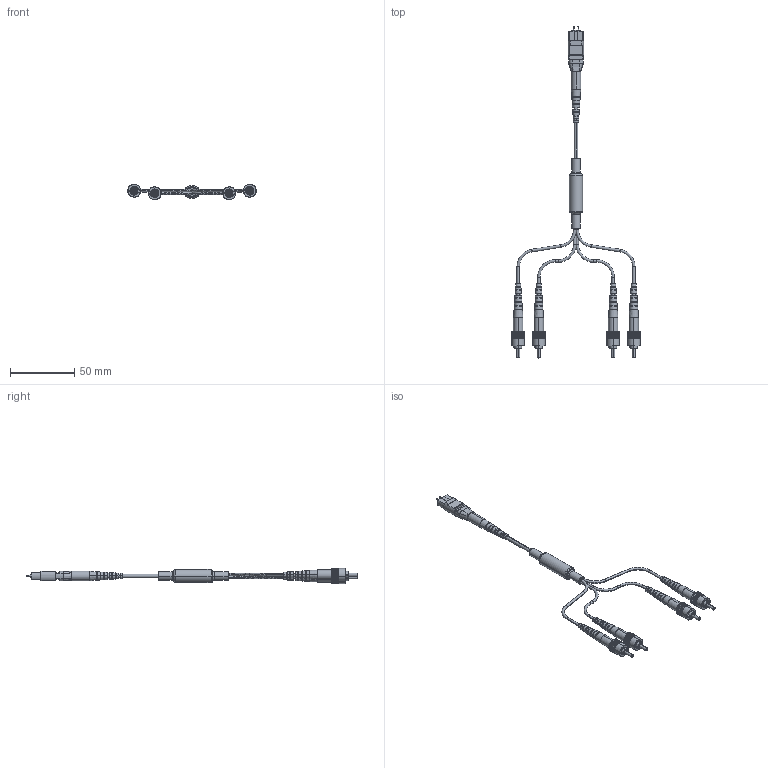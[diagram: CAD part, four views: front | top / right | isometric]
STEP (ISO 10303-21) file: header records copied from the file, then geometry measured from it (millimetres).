
FILE_DESCRIPTION (( 'STEP AP214' ), '1' );
FILE_NAME ('MPM24OM5-STZ.STEP', '2019-03-27T21:10:03', ( '' ), ( '' ), 'SwSTEP 2.0', 'SolidWorks 2017', '' );
FILE_SCHEMA (( 'AUTOMOTIVE_DESIGN' ));
Length unit declared in the file: inch
Products named in the file (13): 3AB04-010; 1AF05-006; 3AB04-010-MA2; 3AB04-010-MA1; 1AF05-006-MA1; MTPROUND-MA2; 1AF05-006-MA2; MTPROUND-MA1_Male KEY UP; MTPM06-ST-MA3_2mm Diameter; MPM24OM5-STZ; MTPM06-ST-MA2_ROUND; 1AF05-006-MA3; MTPM06-ST-MA4_2mm Diameter
Assembly tree (17 placements, depth 4):
  MPM24OM5-STZ
    MTPROUND-MA1_Male KEY UP
      MTPM06-ST-MA2_ROUND
      MTPM06-ST-MA3_2mm Diameter  x2
      MTPM06-ST-MA4_2mm Diameter  x2
      MTPROUND-MA2
      3AB04-010
        3AB04-010-MA1
        3AB04-010-MA2
    1AF05-006  x4
      1AF05-006-MA1
      1AF05-006-MA3
      1AF05-006-MA2
Bounding box: 100.19 x 258.19 x 12.3 mm (x, y, z)
Volume: 13179.2 mm3; surface area: 18159.5 mm2
Topology: 20 solids, 20 shells, 948 faces, 2706 edges, 1772 vertices
Faces by surface type: plane 716, cylinder 124, cone 64, torus 36, bspline 8
Entity records: 15267 total; most frequent: CARTESIAN_POINT 3267, ORIENTED_EDGE 2034, DIRECTION 1987, EDGE_CURVE 1017, AXIS2_PLACEMENT_3D 726, VERTEX_POINT 662, LINE 535, VECTOR 535
